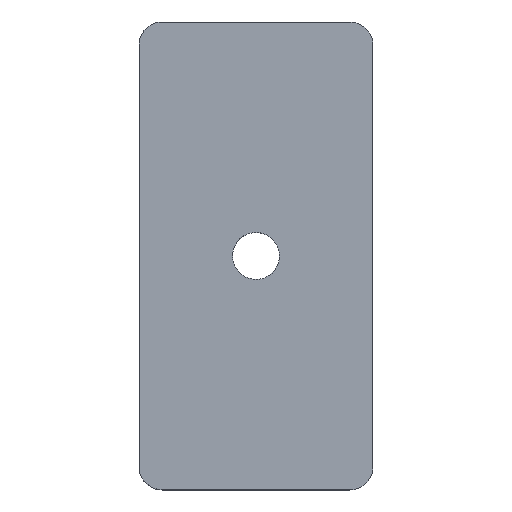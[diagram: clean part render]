
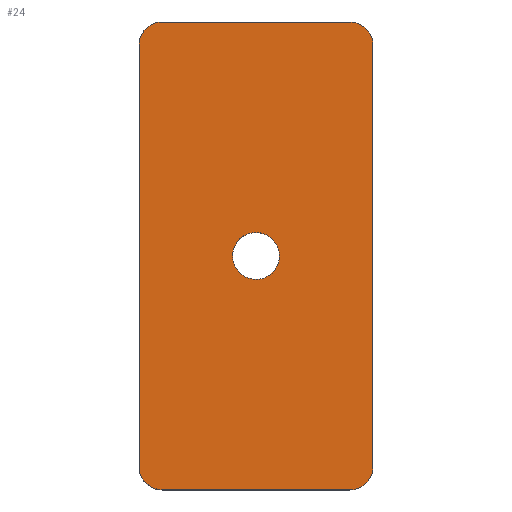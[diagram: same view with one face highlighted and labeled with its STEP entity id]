
A CAD part, top view. The second image highlights one B-rep face of the part: STEP entity #24.
In plain terms, the highlighted planar face has unit normal (0, 0, 1).
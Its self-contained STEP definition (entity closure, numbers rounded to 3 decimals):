
#14=FACE_BOUND('',#49,.T.);
#24=ADVANCED_FACE('',(#36,#14),#194,.T.);
#36=FACE_OUTER_BOUND('',#48,.T.);
#48=EDGE_LOOP('',(#86,#87,#88,#89,#90,#91,#92,#93));
#49=EDGE_LOOP('',(#94,#95));
#86=ORIENTED_EDGE('',*,*,#116,.F.);
#87=ORIENTED_EDGE('',*,*,#120,.F.);
#88=ORIENTED_EDGE('',*,*,#123,.F.);
#89=ORIENTED_EDGE('',*,*,#126,.F.);
#90=ORIENTED_EDGE('',*,*,#129,.F.);
#91=ORIENTED_EDGE('',*,*,#132,.F.);
#92=ORIENTED_EDGE('',*,*,#135,.F.);
#93=ORIENTED_EDGE('',*,*,#137,.F.);
#94=ORIENTED_EDGE('',*,*,#142,.T.);
#95=ORIENTED_EDGE('',*,*,#139,.T.);
#116=EDGE_CURVE('',#176,#177,#147,.T.);
#120=EDGE_CURVE('',#179,#176,#151,.T.);
#123=EDGE_CURVE('',#181,#179,#154,.T.);
#126=EDGE_CURVE('',#183,#181,#157,.T.);
#129=EDGE_CURVE('',#185,#183,#160,.T.);
#132=EDGE_CURVE('',#187,#185,#163,.T.);
#135=EDGE_CURVE('',#189,#187,#166,.T.);
#137=EDGE_CURVE('',#177,#189,#168,.T.);
#139=EDGE_CURVE('',#190,#191,#170,.T.);
#142=EDGE_CURVE('',#191,#190,#172,.T.);
#147=(
BOUNDED_CURVE()
B_SPLINE_CURVE(2,(#399,#400,#401),.UNSPECIFIED.,.F.,.F.)
B_SPLINE_CURVE_WITH_KNOTS((3,3),(-742.854,-652.854),
 .UNSPECIFIED.)
CURVE()
GEOMETRIC_REPRESENTATION_ITEM()
RATIONAL_B_SPLINE_CURVE((1.,1.,1.))
REPRESENTATION_ITEM('')
);
#151=(
BOUNDED_CURVE()
B_SPLINE_CURVE(2,(#409,#410,#411),.UNSPECIFIED.,.F.,.F.)
B_SPLINE_CURVE_WITH_KNOTS((3,3),(-750.708,-742.854),
 .UNSPECIFIED.)
CURVE()
GEOMETRIC_REPRESENTATION_ITEM()
RATIONAL_B_SPLINE_CURVE((1.,0.707,1.))
REPRESENTATION_ITEM('')
);
#154=(
BOUNDED_CURVE()
B_SPLINE_CURVE(2,(#417,#418,#419),.UNSPECIFIED.,.F.,.F.)
B_SPLINE_CURVE_WITH_KNOTS((3,3),(-790.708,-750.708),
 .UNSPECIFIED.)
CURVE()
GEOMETRIC_REPRESENTATION_ITEM()
RATIONAL_B_SPLINE_CURVE((1.,1.,1.))
REPRESENTATION_ITEM('')
);
#157=(
BOUNDED_CURVE()
B_SPLINE_CURVE(2,(#425,#426,#427),.UNSPECIFIED.,.F.,.F.)
B_SPLINE_CURVE_WITH_KNOTS((3,3),(-798.562,-790.708),
 .UNSPECIFIED.)
CURVE()
GEOMETRIC_REPRESENTATION_ITEM()
RATIONAL_B_SPLINE_CURVE((1.,0.707,1.))
REPRESENTATION_ITEM('')
);
#160=(
BOUNDED_CURVE()
B_SPLINE_CURVE(2,(#433,#434,#435),.UNSPECIFIED.,.F.,.F.)
B_SPLINE_CURVE_WITH_KNOTS((3,3),(-888.562,-798.562),
 .UNSPECIFIED.)
CURVE()
GEOMETRIC_REPRESENTATION_ITEM()
RATIONAL_B_SPLINE_CURVE((1.,1.,1.))
REPRESENTATION_ITEM('')
);
#163=(
BOUNDED_CURVE()
B_SPLINE_CURVE(2,(#441,#442,#443),.UNSPECIFIED.,.F.,.F.)
B_SPLINE_CURVE_WITH_KNOTS((3,3),(-896.416,-888.562),
 .UNSPECIFIED.)
CURVE()
GEOMETRIC_REPRESENTATION_ITEM()
RATIONAL_B_SPLINE_CURVE((1.,0.707,1.))
REPRESENTATION_ITEM('')
);
#166=(
BOUNDED_CURVE()
B_SPLINE_CURVE(2,(#449,#450,#451),.UNSPECIFIED.,.F.,.F.)
B_SPLINE_CURVE_WITH_KNOTS((3,3),(-936.416,-896.416),
 .UNSPECIFIED.)
CURVE()
GEOMETRIC_REPRESENTATION_ITEM()
RATIONAL_B_SPLINE_CURVE((1.,1.,1.))
REPRESENTATION_ITEM('')
);
#168=(
BOUNDED_CURVE()
B_SPLINE_CURVE(2,(#455,#456,#457),.UNSPECIFIED.,.F.,.F.)
B_SPLINE_CURVE_WITH_KNOTS((3,3),(-944.27,-936.416),
 .UNSPECIFIED.)
CURVE()
GEOMETRIC_REPRESENTATION_ITEM()
RATIONAL_B_SPLINE_CURVE((1.,0.707,1.))
REPRESENTATION_ITEM('')
);
#170=(
BOUNDED_CURVE()
B_SPLINE_CURVE(2,(#460,#461,#462,#463,#464),.UNSPECIFIED.,.F.,.F.)
B_SPLINE_CURVE_WITH_KNOTS((3,2,3),(-31.416,-23.562,
-15.708),.UNSPECIFIED.)
CURVE()
GEOMETRIC_REPRESENTATION_ITEM()
RATIONAL_B_SPLINE_CURVE((1.,0.707,1.,0.707,1.))
REPRESENTATION_ITEM('')
);
#172=(
BOUNDED_CURVE()
B_SPLINE_CURVE(2,(#472,#473,#474,#475,#476),.UNSPECIFIED.,.F.,.F.)
B_SPLINE_CURVE_WITH_KNOTS((3,2,3),(-15.708,-7.854,0.),
 .UNSPECIFIED.)
CURVE()
GEOMETRIC_REPRESENTATION_ITEM()
RATIONAL_B_SPLINE_CURVE((1.,0.707,1.,0.707,1.))
REPRESENTATION_ITEM('')
);
#176=VERTEX_POINT('',#376);
#177=VERTEX_POINT('',#377);
#179=VERTEX_POINT('',#379);
#181=VERTEX_POINT('',#381);
#183=VERTEX_POINT('',#383);
#185=VERTEX_POINT('',#385);
#187=VERTEX_POINT('',#387);
#189=VERTEX_POINT('',#389);
#190=VERTEX_POINT('',#390);
#191=VERTEX_POINT('',#391);
#194=PLANE('',#294);
#294=AXIS2_PLACEMENT_3D('',#352,#299,$);
#299=DIRECTION('',(0.,0.,1.));
#352=CARTESIAN_POINT('',(-25.,-50.,10.));
#376=CARTESIAN_POINT('',(25.,45.,10.));
#377=CARTESIAN_POINT('',(25.,-45.,10.));
#379=CARTESIAN_POINT('',(20.,50.,10.));
#381=CARTESIAN_POINT('',(-20.,50.,10.));
#383=CARTESIAN_POINT('',(-25.,45.,10.));
#385=CARTESIAN_POINT('',(-25.,-45.,10.));
#387=CARTESIAN_POINT('',(-20.,-50.,10.));
#389=CARTESIAN_POINT('',(20.,-50.,10.));
#390=CARTESIAN_POINT('',(5.,0.,10.));
#391=CARTESIAN_POINT('',(-5.,0.,10.));
#399=CARTESIAN_POINT('',(25.,45.,10.));
#400=CARTESIAN_POINT('',(25.,0.,10.));
#401=CARTESIAN_POINT('',(25.,-45.,10.));
#409=CARTESIAN_POINT('',(20.,50.,10.));
#410=CARTESIAN_POINT('',(25.,50.,10.));
#411=CARTESIAN_POINT('',(25.,45.,10.));
#417=CARTESIAN_POINT('',(-20.,50.,10.));
#418=CARTESIAN_POINT('',(0.,50.,10.));
#419=CARTESIAN_POINT('',(20.,50.,10.));
#425=CARTESIAN_POINT('',(-25.,45.,10.));
#426=CARTESIAN_POINT('',(-25.,50.,10.));
#427=CARTESIAN_POINT('',(-20.,50.,10.));
#433=CARTESIAN_POINT('',(-25.,-45.,10.));
#434=CARTESIAN_POINT('',(-25.,0.,10.));
#435=CARTESIAN_POINT('',(-25.,45.,10.));
#441=CARTESIAN_POINT('',(-20.,-50.,10.));
#442=CARTESIAN_POINT('',(-25.,-50.,10.));
#443=CARTESIAN_POINT('',(-25.,-45.,10.));
#449=CARTESIAN_POINT('',(20.,-50.,10.));
#450=CARTESIAN_POINT('',(0.,-50.,10.));
#451=CARTESIAN_POINT('',(-20.,-50.,10.));
#455=CARTESIAN_POINT('',(25.,-45.,10.));
#456=CARTESIAN_POINT('',(25.,-50.,10.));
#457=CARTESIAN_POINT('',(20.,-50.,10.));
#460=CARTESIAN_POINT('',(5.,0.,10.));
#461=CARTESIAN_POINT('',(5.,-5.,10.));
#462=CARTESIAN_POINT('',(0.,-5.,10.));
#463=CARTESIAN_POINT('',(-5.,-5.,10.));
#464=CARTESIAN_POINT('',(-5.,0.,10.));
#472=CARTESIAN_POINT('',(-5.,0.,10.));
#473=CARTESIAN_POINT('',(-5.,5.,10.));
#474=CARTESIAN_POINT('',(0.,5.,10.));
#475=CARTESIAN_POINT('',(5.,5.,10.));
#476=CARTESIAN_POINT('',(5.,0.,10.));
